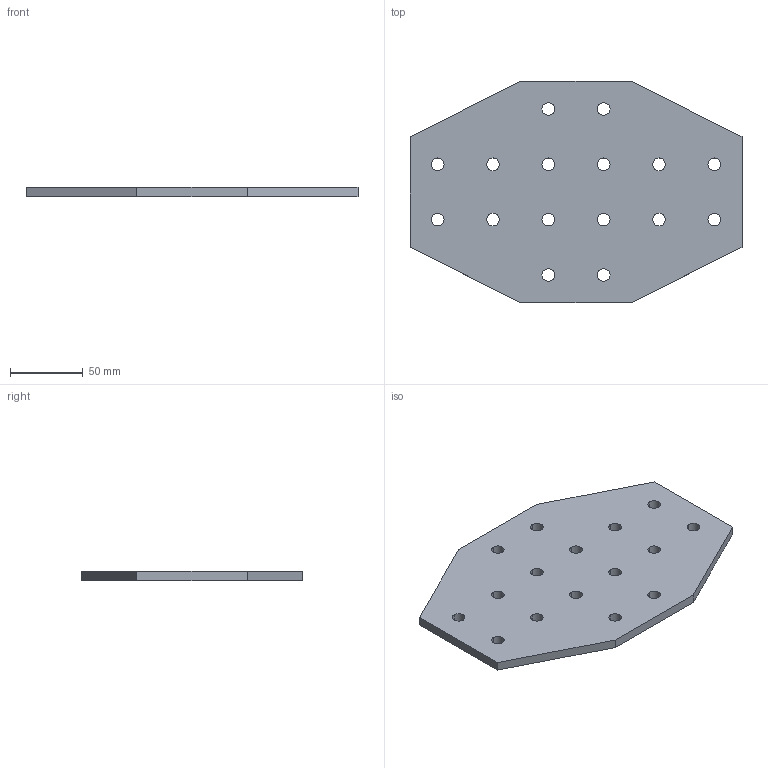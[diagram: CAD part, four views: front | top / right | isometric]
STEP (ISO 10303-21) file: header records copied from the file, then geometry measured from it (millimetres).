
FILE_DESCRIPTION((''),'2;1');
FILE_NAME('15JP4511.stp','2006-03-13T15:31:27',('Shawn Mantel'),('Faztek, LLC'),'Mechanical Desktop 2005','Mechanical Desktop 2005',', , ');
FILE_SCHEMA(('CONFIG_CONTROL_DESIGN'));
Length unit declared in the file: inch
Products named in the file (1): Product
Bounding box: 228.6 x 152.4 x 6.35 mm (x, y, z)
Volume: 178271.2 mm3; surface area: 63034.7 mm2
Topology: 1 solids, 1 shells, 42 faces, 120 edges, 80 vertices
Faces by surface type: cylinder 32, plane 10
Entity records: 1569 total; most frequent: DIRECTION 270, CARTESIAN_POINT 243, ORIENTED_EDGE 240, EDGE_CURVE 120, AXIS2_PLACEMENT_3D 107, VERTEX_POINT 80, EDGE_LOOP 74, CIRCLE 64
